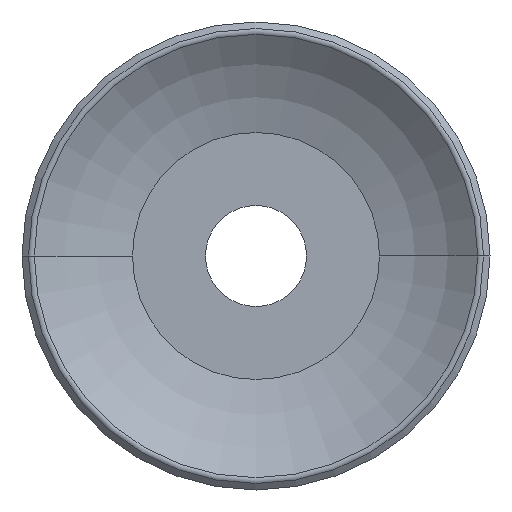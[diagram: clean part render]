
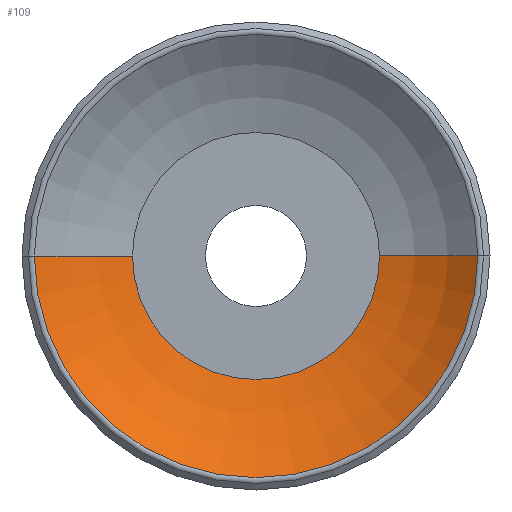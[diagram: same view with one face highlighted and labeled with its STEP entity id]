
A CAD part, front view. The second image highlights one B-rep face of the part: STEP entity #109.
In plain terms, the highlighted toroidal (fillet/blend) face has major radius 3.4 mm and minor radius 10 mm.
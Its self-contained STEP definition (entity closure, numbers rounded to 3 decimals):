
#109=ADVANCED_FACE('',(#277),#278,.F.);
#277=FACE_OUTER_BOUND('',#505,.T.);
#278=TOROIDAL_SURFACE('',#506,3.4,10.);
#505=EDGE_LOOP('',(#3516,#3517,#3518,#3519));
#506=AXIS2_PLACEMENT_3D('',#3520,#3521,#3522);
#3516=ORIENTED_EDGE('',*,*,#4039,.F.);
#3517=ORIENTED_EDGE('',*,*,#4040,.T.);
#3518=ORIENTED_EDGE('',*,*,#4041,.T.);
#3519=ORIENTED_EDGE('',*,*,#4042,.F.);
#3520=CARTESIAN_POINT('',(0.,-17.577,0.0));
#3521=DIRECTION('',(0.,1.0,0.0));
#3522=DIRECTION('',(-1.0,0.,0.0));
#4039=EDGE_CURVE('',#4323,#4322,#4328,.T.);
#4040=EDGE_CURVE('',#4323,#4329,#4330,.T.);
#4041=EDGE_CURVE('',#4329,#4331,#4332,.T.);
#4042=EDGE_CURVE('',#4322,#4331,#4333,.T.);
#4322=VERTEX_POINT('',#5050);
#4323=VERTEX_POINT('',#5051);
#4328=CIRCLE('',#5056,9.871);
#4329=VERTEX_POINT('',#5057);
#4330=CIRCLE('',#5058,10.);
#4331=VERTEX_POINT('',#5059);
#4332=CIRCLE('',#5060,5.5);
#4333=CIRCLE('',#5061,10.);
#5050=CARTESIAN_POINT('',(-9.871,-9.952,0.0));
#5051=CARTESIAN_POINT('',(9.871,-9.952,0.));
#5056=AXIS2_PLACEMENT_3D('',#6237,#6238,#6239);
#5057=CARTESIAN_POINT('',(5.5,-7.8,0.));
#5058=AXIS2_PLACEMENT_3D('',#6240,#6241,#6242);
#5059=CARTESIAN_POINT('',(-5.5,-7.8,0.0));
#5060=AXIS2_PLACEMENT_3D('',#6243,#6244,#6245);
#5061=AXIS2_PLACEMENT_3D('',#6246,#6247,#6248);
#6237=CARTESIAN_POINT('',(0.,-9.952,0.0));
#6238=DIRECTION('',(0.,1.0,0.0));
#6239=DIRECTION('',(-1.0,0.,0.0));
#6240=CARTESIAN_POINT('',(3.4,-17.577,0.));
#6241=DIRECTION('',(0.,0.,1.0));
#6242=DIRECTION('',(1.0,0.0,0.));
#6243=CARTESIAN_POINT('',(0.,-7.8,0.0));
#6244=DIRECTION('',(0.,1.0,0.0));
#6245=DIRECTION('',(-1.0,0.,0.0));
#6246=CARTESIAN_POINT('',(-3.4,-17.577,0.0));
#6247=DIRECTION('',(0.0,0.0,-1.0));
#6248=DIRECTION('',(-1.0,0.0,0.0));
